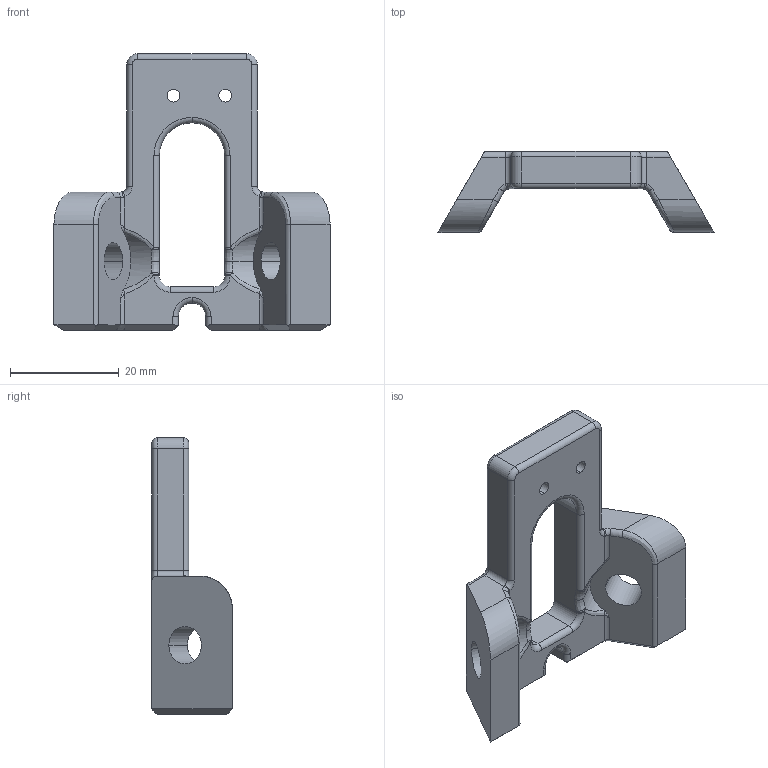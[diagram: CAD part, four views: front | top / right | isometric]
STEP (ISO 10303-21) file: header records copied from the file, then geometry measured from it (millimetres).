
FILE_DESCRIPTION (( 'STEP AP203' ), '1' );
FILE_NAME ('Top Vertex.STEP', '2015-04-25T21:44:02', ( '' ), ( '' ), 'SwSTEP 2.0', 'SolidWorks 2013', '' );
FILE_SCHEMA (( 'CONFIG_CONTROL_DESIGN' ));
Length unit declared in the file: millimetre
Products named in the file (1): Top Vertex
Bounding box: 50.74 x 14.8 x 50.8 mm (x, y, z)
Volume: 10394.2 mm3; surface area: 5391.5 mm2
Topology: 1 solids, 1 shells, 118 faces, 292 edges, 171 vertices
Faces by surface type: cylinder 46, plane 33, torus 17, bspline 16, sphere 4, cone 2
Entity records: 3783 total; most frequent: CARTESIAN_POINT 1038, ORIENTED_EDGE 576, DIRECTION 560, EDGE_CURVE 288, AXIS2_PLACEMENT_3D 217, VERTEX_POINT 171, EDGE_LOOP 127, VECTOR 126
